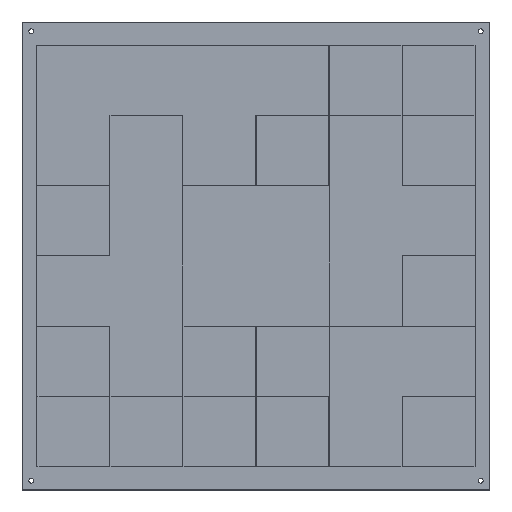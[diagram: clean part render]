
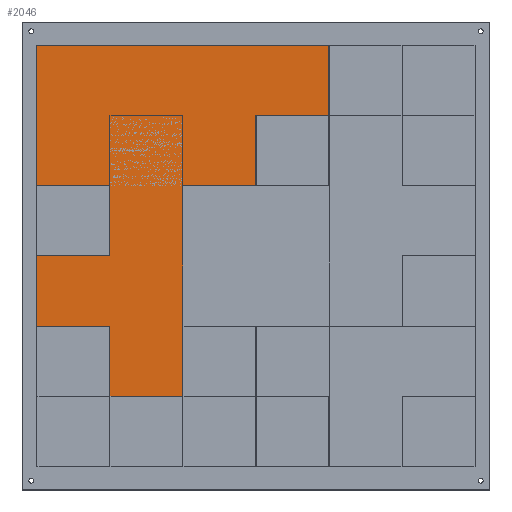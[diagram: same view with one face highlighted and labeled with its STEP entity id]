
A CAD part, top view. The second image highlights one B-rep face of the part: STEP entity #2046.
In plain terms, the highlighted planar face has unit normal (0, 0, 1).
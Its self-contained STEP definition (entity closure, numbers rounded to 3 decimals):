
#498=DIRECTION('',(1.,0.,0.));
#499=VECTOR('',#498,77.998);
#500=CARTESIAN_POINT('',(13.787,22.863,16.));
#501=LINE('',#500,#499);
#502=DIRECTION('',(0.,-1.,0.));
#503=VECTOR('',#502,225.);
#504=CARTESIAN_POINT('',(13.787,22.863,16.));
#505=LINE('',#504,#503);
#506=DIRECTION('',(1.,0.,0.));
#507=VECTOR('',#506,77.99);
#508=CARTESIAN_POINT('',(-64.205,-202.137,16.));
#509=LINE('',#508,#507);
#510=DIRECTION('',(0.,1.,0.));
#511=VECTOR('',#510,75.);
#512=CARTESIAN_POINT('',(-64.205,-202.137,16.));
#513=LINE('',#512,#511);
#514=DIRECTION('',(1.,0.,0.));
#515=VECTOR('',#514,78.);
#516=CARTESIAN_POINT('',(-142.205,-127.137,16.));
#517=LINE('',#516,#515);
#518=DIRECTION('',(0.,-1.,0.));
#519=VECTOR('',#518,74.99);
#520=CARTESIAN_POINT('',(-142.205,-52.147,16.));
#521=LINE('',#520,#519);
#522=DIRECTION('',(1.,0.,0.));
#523=VECTOR('',#522,78.);
#524=CARTESIAN_POINT('',(-142.205,-52.147,16.));
#525=LINE('',#524,#523);
#526=DIRECTION('',(0.,-1.,0.));
#527=VECTOR('',#526,75.008);
#528=CARTESIAN_POINT('',(-64.207,22.863,16.));
#529=LINE('',#528,#527);
#530=DIRECTION('',(1.,0.,0.));
#531=VECTOR('',#530,77.998);
#532=CARTESIAN_POINT('',(-142.205,22.863,16.));
#533=LINE('',#532,#531);
#534=DIRECTION('',(0.,1.,0.));
#535=VECTOR('',#534,149.99);
#536=CARTESIAN_POINT('',(-142.205,22.863,16.));
#537=LINE('',#536,#535);
#538=DIRECTION('',(1.,0.,0.));
#539=VECTOR('',#538,311.99);
#540=CARTESIAN_POINT('',(-142.205,172.853,16.));
#541=LINE('',#540,#539);
#542=DIRECTION('',(0.,1.,0.));
#543=VECTOR('',#542,74.99);
#544=CARTESIAN_POINT('',(169.785,97.863,16.));
#545=LINE('',#544,#543);
#546=DIRECTION('',(-1.,0.,0.));
#547=VECTOR('',#546,78.);
#548=CARTESIAN_POINT('',(169.785,97.863,16.));
#549=LINE('',#548,#547);
#550=DIRECTION('',(0.,1.,0.));
#551=VECTOR('',#550,75.);
#552=CARTESIAN_POINT('',(91.785,22.863,16.));
#553=LINE('',#552,#551);
#810=CARTESIAN_POINT('',(169.785,97.863,16.));
#811=CARTESIAN_POINT('',(169.785,172.853,16.));
#812=VERTEX_POINT('',#810);
#813=VERTEX_POINT('',#811);
#826=CARTESIAN_POINT('',(-64.205,-202.137,16.));
#827=CARTESIAN_POINT('',(13.785,-202.137,16.));
#828=VERTEX_POINT('',#826);
#829=VERTEX_POINT('',#827);
#846=CARTESIAN_POINT('',(-142.205,-52.147,16.));
#847=CARTESIAN_POINT('',(-142.205,-127.137,16.));
#848=VERTEX_POINT('',#846);
#849=VERTEX_POINT('',#847);
#947=CARTESIAN_POINT('',(-142.205,172.853,16.));
#949=VERTEX_POINT('',#947);
#969=CARTESIAN_POINT('',(-142.205,22.863,16.));
#971=VERTEX_POINT('',#969);
#973=CARTESIAN_POINT('',(-64.205,-127.137,16.));
#975=VERTEX_POINT('',#973);
#981=CARTESIAN_POINT('',(91.785,97.863,16.));
#983=VERTEX_POINT('',#981);
#986=CARTESIAN_POINT('',(91.785,22.863,16.));
#987=VERTEX_POINT('',#986);
#1002=CARTESIAN_POINT('',(-64.205,-52.146,16.));
#1004=VERTEX_POINT('',#1002);
#1028=CARTESIAN_POINT('',(13.787,22.863,16.));
#1029=VERTEX_POINT('',#1028);
#1034=CARTESIAN_POINT('',(-64.207,22.863,16.));
#1035=VERTEX_POINT('',#1034);
#2013=CARTESIAN_POINT('',(130.79,135.358,16.));
#2014=DIRECTION('',(0.,0.,1.));
#2015=DIRECTION('',(-1.,0.,0.));
#2016=AXIS2_PLACEMENT_3D('',#2013,#2014,#2015);
#2017=PLANE('',#2016);
#2019=ORIENTED_EDGE('',*,*,#2018,.F.);
#2020=ORIENTED_EDGE('',*,*,#1982,.T.);
#2022=ORIENTED_EDGE('',*,*,#2021,.F.);
#2024=ORIENTED_EDGE('',*,*,#2023,.T.);
#2026=ORIENTED_EDGE('',*,*,#2025,.F.);
#2028=ORIENTED_EDGE('',*,*,#2027,.F.);
#2030=ORIENTED_EDGE('',*,*,#2029,.T.);
#2032=ORIENTED_EDGE('',*,*,#2031,.F.);
#2034=ORIENTED_EDGE('',*,*,#2033,.F.);
#2036=ORIENTED_EDGE('',*,*,#2035,.T.);
#2038=ORIENTED_EDGE('',*,*,#2037,.T.);
#2040=ORIENTED_EDGE('',*,*,#2039,.F.);
#2042=ORIENTED_EDGE('',*,*,#2041,.T.);
#2043=ORIENTED_EDGE('',*,*,#1597,.F.);
#2044=EDGE_LOOP('',(#2019,#2020,#2022,#2024,#2026,#2028,#2030,#2032,#2034,#2036,
#2038,#2040,#2042,#2043));
#2045=FACE_OUTER_BOUND('',#2044,.F.);
#2046=ADVANCED_FACE('',(#2045),#2017,.T.);
#1597=EDGE_CURVE('',#987,#983,#553,.T.);
#1982=EDGE_CURVE('',#1029,#829,#505,.T.);
#2018=EDGE_CURVE('',#1029,#987,#501,.T.);
#2021=EDGE_CURVE('',#828,#829,#509,.T.);
#2023=EDGE_CURVE('',#828,#975,#513,.T.);
#2025=EDGE_CURVE('',#849,#975,#517,.T.);
#2027=EDGE_CURVE('',#848,#849,#521,.T.);
#2029=EDGE_CURVE('',#848,#1004,#525,.T.);
#2031=EDGE_CURVE('',#1035,#1004,#529,.T.);
#2033=EDGE_CURVE('',#971,#1035,#533,.T.);
#2035=EDGE_CURVE('',#971,#949,#537,.T.);
#2037=EDGE_CURVE('',#949,#813,#541,.T.);
#2039=EDGE_CURVE('',#812,#813,#545,.T.);
#2041=EDGE_CURVE('',#812,#983,#549,.T.);
